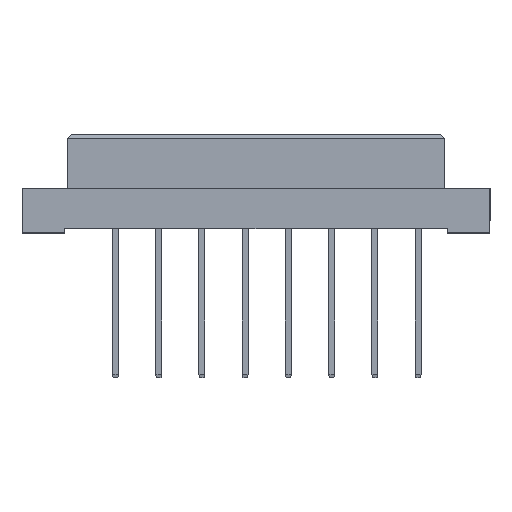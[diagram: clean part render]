
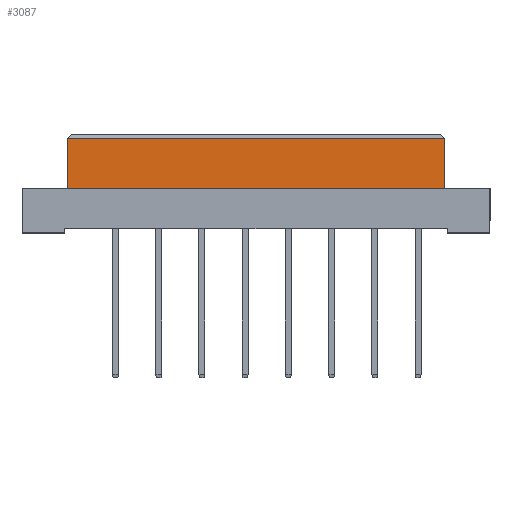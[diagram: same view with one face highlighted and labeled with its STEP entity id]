
A CAD part, top view. The second image highlights one B-rep face of the part: STEP entity #3087.
In plain terms, the highlighted planar face has unit normal (0, 0, 1).
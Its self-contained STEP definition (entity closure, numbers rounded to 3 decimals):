
#462 = VECTOR ( 'NONE', #13601, 1000. ) ;
#2135 = LINE ( 'NONE', #10049, #18160 ) ;
#2428 = VERTEX_POINT ( 'NONE', #16843 ) ;
#2564 = CARTESIAN_POINT ( 'NONE',  ( -22.2, -0.5, 4.25 ) ) ;
#3087 = ADVANCED_FACE ( 'NONE', ( #7744 ), #3157, .T. ) ;
#3157 = PLANE ( 'NONE',  #6304 ) ;
#5115 = ORIENTED_EDGE ( 'NONE', *, *, #15395, .T. ) ;
#6185 = DIRECTION ( 'NONE',  ( 0., 0., 1. ) ) ;
#6304 = AXIS2_PLACEMENT_3D ( 'NONE', #14099, #6185, #12536 ) ;
#6403 = VERTEX_POINT ( 'NONE', #15977 ) ;
#6652 = EDGE_CURVE ( 'NONE', #17081, #17406, #7718, .T. ) ;
#6777 = ORIENTED_EDGE ( 'NONE', *, *, #6652, .T. ) ;
#7670 = EDGE_CURVE ( 'NONE', #17081, #6403, #2135, .T. ) ;
#7718 = LINE ( 'NONE', #15528, #14804 ) ;
#7744 = FACE_OUTER_BOUND ( 'NONE', #12229, .T. ) ;
#10049 = CARTESIAN_POINT ( 'NONE',  ( -22.2, -6.4, 4.25 ) ) ;
#10628 = ORIENTED_EDGE ( 'NONE', *, *, #16348, .T. ) ;
#12229 = EDGE_LOOP ( 'NONE', ( #10628, #5115, #16346, #6777 ) ) ;
#12536 = DIRECTION ( 'NONE',  ( 1., 0., 0. ) ) ;
#13270 = DIRECTION ( 'NONE',  ( 0., 1., 0. ) ) ;
#13582 = DIRECTION ( 'NONE',  ( 1., 0., 0. ) ) ;
#13601 = DIRECTION ( 'NONE',  ( -1., 0., 0. ) ) ;
#14099 = CARTESIAN_POINT ( 'NONE',  ( 22.2, -6.4, 4.25 ) ) ;
#14804 = VECTOR ( 'NONE', #13582, 1000. ) ;
#15354 = LINE ( 'NONE', #2564, #462 ) ;
#15395 = EDGE_CURVE ( 'NONE', #2428, #6403, #15354, .T. ) ;
#15528 = CARTESIAN_POINT ( 'NONE',  ( 22.2, -6.4, 4.25 ) ) ;
#15977 = CARTESIAN_POINT ( 'NONE',  ( -22.2, -0.5, 4.25 ) ) ;
#15995 = CARTESIAN_POINT ( 'NONE',  ( 22.2, -6.4, 4.25 ) ) ;
#16012 = CARTESIAN_POINT ( 'NONE',  ( 22.2, -6.4, 4.25 ) ) ;
#16346 = ORIENTED_EDGE ( 'NONE', *, *, #7670, .F. ) ;
#16348 = EDGE_CURVE ( 'NONE', #17406, #2428, #19095, .T. ) ;
#16843 = CARTESIAN_POINT ( 'NONE',  ( 22.2, -0.5, 4.25 ) ) ;
#17081 = VERTEX_POINT ( 'NONE', #17403 ) ;
#17151 = DIRECTION ( 'NONE',  ( 0., 1., 0. ) ) ;
#17403 = CARTESIAN_POINT ( 'NONE',  ( -22.2, -6.4, 4.25 ) ) ;
#17406 = VERTEX_POINT ( 'NONE', #16012 ) ;
#18160 = VECTOR ( 'NONE', #13270, 1000. ) ;
#18718 = VECTOR ( 'NONE', #17151, 1000. ) ;
#19095 = LINE ( 'NONE', #15995, #18718 ) ;
